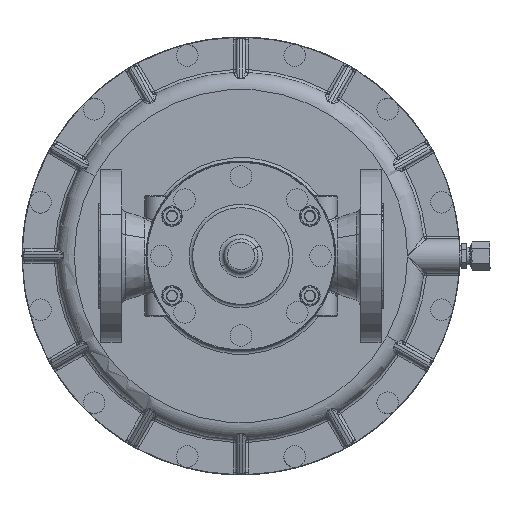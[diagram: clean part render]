
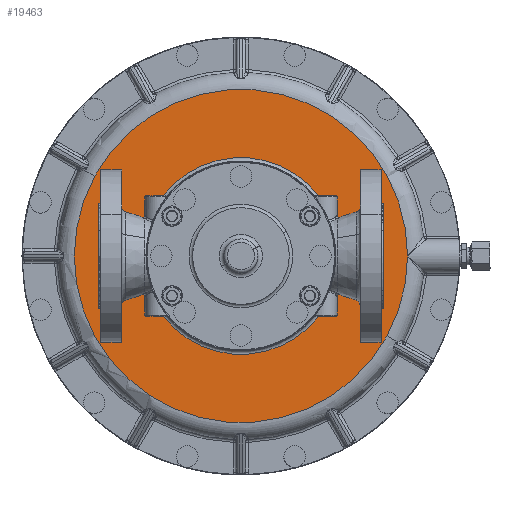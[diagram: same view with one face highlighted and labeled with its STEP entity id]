
A CAD part, front view. The second image highlights one B-rep face of the part: STEP entity #19463.
In plain terms, the highlighted planar face has unit normal (0, -1, 0).
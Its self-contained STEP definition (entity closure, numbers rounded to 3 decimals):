
#19361=CARTESIAN_POINT('Vertex',(75.911,96.5,-41.47)) ;
#19364=CARTESIAN_POINT('Axis2P3D Location',(0.,96.5,0.)) ;
#19368=CARTESIAN_POINT('Vertex',(86.5,96.5,0.)) ;
#19371=CARTESIAN_POINT('Axis2P3D Location',(0.,96.5,0.)) ;
#19375=CARTESIAN_POINT('Vertex',(-75.911,96.5,41.47)) ;
#19397=CARTESIAN_POINT('Axis2P3D Location',(0.,96.5,0.)) ;
#19401=CARTESIAN_POINT('Vertex',(-86.5,96.5,0.)) ;
#19404=CARTESIAN_POINT('Axis2P3D Location',(0.,96.5,0.)) ;
#19418=CARTESIAN_POINT('Axis2P3D Location',(86.5,96.5,0.)) ;
#19423=CARTESIAN_POINT('Axis2P3D Location',(0.,96.5,0.)) ;
#19427=CARTESIAN_POINT('Vertex',(-128.566,96.5,70.236)) ;
#19429=CARTESIAN_POINT('Vertex',(146.5,96.5,0.)) ;
#19432=CARTESIAN_POINT('Axis2P3D Location',(0.,96.5,0.)) ;
#19436=CARTESIAN_POINT('Vertex',(-146.5,96.5,0.)) ;
#19439=CARTESIAN_POINT('Axis2P3D Location',(0.,96.5,0.)) ;
#19443=CARTESIAN_POINT('Vertex',(128.566,96.5,-70.236)) ;
#19446=CARTESIAN_POINT('Axis2P3D Location',(0.,96.5,0.)) ;
#19365=DIRECTION('Axis2P3D Direction',(0.,1.,0.)) ;
#19372=DIRECTION('Axis2P3D Direction',(0.,1.,0.)) ;
#19398=DIRECTION('Axis2P3D Direction',(0.,1.,0.)) ;
#19405=DIRECTION('Axis2P3D Direction',(0.,1.,0.)) ;
#19419=DIRECTION('Axis2P3D Direction',(-0.,1.,0.)) ;
#19420=DIRECTION('Axis2P3D XDirection',(1.,0.,0.)) ;
#19424=DIRECTION('Axis2P3D Direction',(-0.,1.,0.)) ;
#19433=DIRECTION('Axis2P3D Direction',(-0.,1.,0.)) ;
#19440=DIRECTION('Axis2P3D Direction',(-0.,1.,0.)) ;
#19447=DIRECTION('Axis2P3D Direction',(-0.,1.,0.)) ;
#19366=AXIS2_PLACEMENT_3D('Circle Axis2P3D',#19364,#19365,$) ;
#19373=AXIS2_PLACEMENT_3D('Circle Axis2P3D',#19371,#19372,$) ;
#19399=AXIS2_PLACEMENT_3D('Circle Axis2P3D',#19397,#19398,$) ;
#19406=AXIS2_PLACEMENT_3D('Circle Axis2P3D',#19404,#19405,$) ;
#19421=AXIS2_PLACEMENT_3D('Plane Axis2P3D',#19418,#19419,#19420) ;
#19425=AXIS2_PLACEMENT_3D('Circle Axis2P3D',#19423,#19424,$) ;
#19434=AXIS2_PLACEMENT_3D('Circle Axis2P3D',#19432,#19433,$) ;
#19441=AXIS2_PLACEMENT_3D('Circle Axis2P3D',#19439,#19440,$) ;
#19448=AXIS2_PLACEMENT_3D('Circle Axis2P3D',#19446,#19447,$) ;
#19452=ORIENTED_EDGE('',*,*,#19431,.F.) ;
#19453=ORIENTED_EDGE('',*,*,#19438,.F.) ;
#19454=ORIENTED_EDGE('',*,*,#19445,.F.) ;
#19455=ORIENTED_EDGE('',*,*,#19450,.F.) ;
#19458=ORIENTED_EDGE('',*,*,#19370,.T.) ;
#19459=ORIENTED_EDGE('',*,*,#19408,.T.) ;
#19460=ORIENTED_EDGE('',*,*,#19403,.T.) ;
#19461=ORIENTED_EDGE('',*,*,#19377,.T.) ;
#19462=FACE_BOUND('',#19457,.T.) ;
#19463=ADVANCED_FACE('NONE',(#19456,#19462),#19422,.F.) ;
#19367=CIRCLE('generated circle',#19366,86.5) ;
#19374=CIRCLE('generated circle',#19373,86.5) ;
#19400=CIRCLE('generated circle',#19399,86.5) ;
#19407=CIRCLE('generated circle',#19406,86.5) ;
#19426=CIRCLE('generated circle',#19425,146.5) ;
#19435=CIRCLE('generated circle',#19434,146.5) ;
#19442=CIRCLE('generated circle',#19441,146.5) ;
#19449=CIRCLE('generated circle',#19448,146.5) ;
#19370=EDGE_CURVE('',#19369,#19362,#19367,.T.) ;
#19377=EDGE_CURVE('',#19376,#19369,#19374,.T.) ;
#19403=EDGE_CURVE('',#19402,#19376,#19400,.T.) ;
#19408=EDGE_CURVE('',#19362,#19402,#19407,.T.) ;
#19431=EDGE_CURVE('',#19428,#19430,#19426,.T.) ;
#19438=EDGE_CURVE('',#19437,#19428,#19435,.T.) ;
#19445=EDGE_CURVE('',#19444,#19437,#19442,.T.) ;
#19450=EDGE_CURVE('',#19430,#19444,#19449,.T.) ;
#19451=EDGE_LOOP('',(#19452,#19453,#19454,#19455)) ;
#19457=EDGE_LOOP('',(#19458,#19459,#19460,#19461)) ;
#19456=FACE_OUTER_BOUND('',#19451,.T.) ;
#19422=PLANE('',#19421) ;
#19362=VERTEX_POINT('',#19361) ;
#19369=VERTEX_POINT('',#19368) ;
#19376=VERTEX_POINT('',#19375) ;
#19402=VERTEX_POINT('',#19401) ;
#19428=VERTEX_POINT('',#19427) ;
#19430=VERTEX_POINT('',#19429) ;
#19437=VERTEX_POINT('',#19436) ;
#19444=VERTEX_POINT('',#19443) ;
